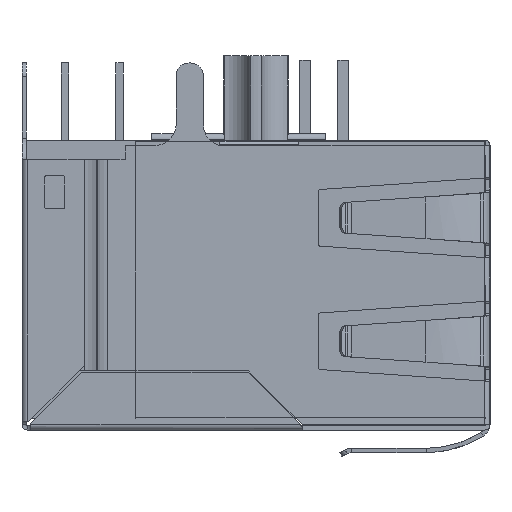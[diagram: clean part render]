
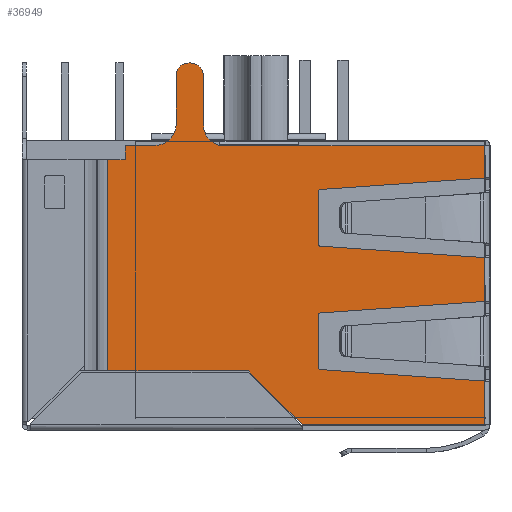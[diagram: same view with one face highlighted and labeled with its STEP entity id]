
A CAD part, left-side view. The second image highlights one B-rep face of the part: STEP entity #36949.
In plain terms, the highlighted planar face has unit normal (-1, 0, 0).
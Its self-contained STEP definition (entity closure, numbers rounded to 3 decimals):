
#861=CIRCLE('',#38746,0.6);
#862=CIRCLE('',#38747,0.6);
#863=CIRCLE('',#38748,1.);
#864=CIRCLE('',#38749,0.1);
#865=CIRCLE('',#38750,0.1);
#866=CIRCLE('',#38751,0.1);
#867=CIRCLE('',#38752,0.1);
#868=CIRCLE('',#38753,1.);
#1226=LINE('',#48517,#4167);
#1574=LINE('',#49513,#4515);
#1576=LINE('',#49536,#4517);
#1850=LINE('',#50619,#4791);
#1853=LINE('',#50634,#4794);
#1886=LINE('',#50741,#4827);
#1887=LINE('',#50746,#4828);
#1889=LINE('',#50751,#4830);
#1893=LINE('',#50760,#4834);
#1896=LINE('',#50766,#4837);
#1899=LINE('',#50775,#4840);
#1902=LINE('',#50781,#4843);
#1913=LINE('',#50817,#4854);
#1914=LINE('',#50822,#4855);
#1915=LINE('',#50826,#4856);
#1916=LINE('',#50829,#4857);
#1917=LINE('',#50833,#4858);
#1918=LINE('',#50837,#4859);
#1919=LINE('',#50838,#4860);
#1920=LINE('',#50842,#4861);
#1921=LINE('',#50846,#4862);
#4167=VECTOR('',#40333,1000.);
#4515=VECTOR('',#41003,1000.);
#4517=VECTOR('',#41013,1000.);
#4791=VECTOR('',#41825,1000.);
#4794=VECTOR('',#41834,1000.);
#4827=VECTOR('',#41935,1000.);
#4828=VECTOR('',#41942,1000.);
#4830=VECTOR('',#41950,1000.);
#4834=VECTOR('',#41956,1000.);
#4837=VECTOR('',#41961,1000.);
#4840=VECTOR('',#41972,1000.);
#4843=VECTOR('',#41977,1000.);
#4854=VECTOR('',#42010,1000.);
#4855=VECTOR('',#42013,1000.);
#4856=VECTOR('',#42016,1000.);
#4857=VECTOR('',#42019,1000.);
#4858=VECTOR('',#42022,1000.);
#4859=VECTOR('',#42025,1000.);
#4860=VECTOR('',#42026,1000.);
#4861=VECTOR('',#42029,1000.);
#4862=VECTOR('',#42032,1000.);
#8910=ORIENTED_EDGE('',*,*,#16461,.F.);
#8911=ORIENTED_EDGE('',*,*,#16462,.T.);
#8912=ORIENTED_EDGE('',*,*,#16463,.T.);
#8913=ORIENTED_EDGE('',*,*,#16464,.T.);
#8914=ORIENTED_EDGE('',*,*,#16465,.T.);
#8915=ORIENTED_EDGE('',*,*,#16466,.T.);
#8916=ORIENTED_EDGE('',*,*,#16427,.T.);
#8917=ORIENTED_EDGE('',*,*,#16431,.F.);
#8918=ORIENTED_EDGE('',*,*,#16434,.F.);
#8919=ORIENTED_EDGE('',*,*,#16421,.T.);
#8920=ORIENTED_EDGE('',*,*,#16439,.F.);
#8921=ORIENTED_EDGE('',*,*,#16442,.F.);
#8922=ORIENTED_EDGE('',*,*,#16364,.T.);
#8923=ORIENTED_EDGE('',*,*,#16370,.T.);
#8924=ORIENTED_EDGE('',*,*,#16467,.F.);
#8925=ORIENTED_EDGE('',*,*,#16468,.T.);
#8926=ORIENTED_EDGE('',*,*,#16469,.F.);
#8927=ORIENTED_EDGE('',*,*,#16470,.T.);
#8928=ORIENTED_EDGE('',*,*,#16471,.F.);
#8929=ORIENTED_EDGE('',*,*,#15932,.T.);
#8930=ORIENTED_EDGE('',*,*,#16472,.F.);
#8931=ORIENTED_EDGE('',*,*,#16473,.T.);
#8932=ORIENTED_EDGE('',*,*,#16474,.F.);
#8933=ORIENTED_EDGE('',*,*,#16475,.T.);
#8934=ORIENTED_EDGE('',*,*,#16476,.F.);
#8935=ORIENTED_EDGE('',*,*,#15925,.T.);
#8936=ORIENTED_EDGE('',*,*,#15434,.T.);
#8937=ORIENTED_EDGE('',*,*,#16424,.T.);
#8938=ORIENTED_EDGE('',*,*,#16477,.T.);
#15434=EDGE_CURVE('',#19508,#19507,#1226,.T.);
#15925=EDGE_CURVE('',#19919,#19508,#1574,.T.);
#15932=EDGE_CURVE('',#19924,#19923,#1576,.T.);
#16364=EDGE_CURVE('',#20180,#20179,#1850,.T.);
#16370=EDGE_CURVE('',#20179,#20184,#1853,.T.);
#16421=EDGE_CURVE('',#20221,#20220,#1886,.T.);
#16424=EDGE_CURVE('',#19507,#20203,#1887,.T.);
#16427=EDGE_CURVE('',#20222,#20223,#1889,.T.);
#16431=EDGE_CURVE('',#20226,#20223,#1893,.T.);
#16434=EDGE_CURVE('',#20221,#20226,#1896,.T.);
#16439=EDGE_CURVE('',#20230,#20220,#1899,.T.);
#16442=EDGE_CURVE('',#20180,#20230,#1902,.T.);
#16461=EDGE_CURVE('',#20246,#20247,#1913,.T.);
#16462=EDGE_CURVE('',#20246,#20248,#861,.T.);
#16463=EDGE_CURVE('',#20248,#20249,#1914,.T.);
#16464=EDGE_CURVE('',#20249,#20250,#862,.T.);
#16465=EDGE_CURVE('',#20250,#20251,#1915,.T.);
#16466=EDGE_CURVE('',#20251,#20222,#863,.F.);
#16467=EDGE_CURVE('',#20252,#20184,#1916,.T.);
#16468=EDGE_CURVE('',#20252,#20253,#864,.F.);
#16469=EDGE_CURVE('',#20254,#20253,#1917,.T.);
#16470=EDGE_CURVE('',#20254,#20255,#865,.F.);
#16471=EDGE_CURVE('',#19924,#20255,#1918,.T.);
#16472=EDGE_CURVE('',#20256,#19923,#1919,.T.);
#16473=EDGE_CURVE('',#20256,#20257,#866,.F.);
#16474=EDGE_CURVE('',#20258,#20257,#1920,.T.);
#16475=EDGE_CURVE('',#20258,#20259,#867,.F.);
#16476=EDGE_CURVE('',#19919,#20259,#1921,.T.);
#16477=EDGE_CURVE('',#20203,#20247,#868,.F.);
#19507=VERTEX_POINT('',#48516);
#19508=VERTEX_POINT('',#48518);
#19919=VERTEX_POINT('',#49514);
#19923=VERTEX_POINT('',#49535);
#19924=VERTEX_POINT('',#49537);
#20179=VERTEX_POINT('',#50618);
#20180=VERTEX_POINT('',#50620);
#20184=VERTEX_POINT('',#50633);
#20203=VERTEX_POINT('',#50689);
#20220=VERTEX_POINT('',#50740);
#20221=VERTEX_POINT('',#50742);
#20222=VERTEX_POINT('',#50752);
#20223=VERTEX_POINT('',#50753);
#20226=VERTEX_POINT('',#50761);
#20230=VERTEX_POINT('',#50776);
#20246=VERTEX_POINT('',#50818);
#20247=VERTEX_POINT('',#50819);
#20248=VERTEX_POINT('',#50821);
#20249=VERTEX_POINT('',#50823);
#20250=VERTEX_POINT('',#50825);
#20251=VERTEX_POINT('',#50827);
#20252=VERTEX_POINT('',#50830);
#20253=VERTEX_POINT('',#50832);
#20254=VERTEX_POINT('',#50834);
#20255=VERTEX_POINT('',#50836);
#20256=VERTEX_POINT('',#50839);
#20257=VERTEX_POINT('',#50841);
#20258=VERTEX_POINT('',#50843);
#20259=VERTEX_POINT('',#50845);
#22669=EDGE_LOOP('',(#8910,#8911,#8912,#8913,#8914,#8915,#8916,#8917,#8918,
#8919,#8920,#8921,#8922,#8923,#8924,#8925,#8926,#8927,#8928,#8929,#8930,
#8931,#8932,#8933,#8934,#8935,#8936,#8937,#8938));
#24238=FACE_BOUND('',#22669,.T.);
#25671=PLANE('',#38745);
#36949=ADVANCED_FACE('',(#24238),#25671,.T.);
#38745=AXIS2_PLACEMENT_3D('',#50816,#42008,#42009);
#38746=AXIS2_PLACEMENT_3D('',#50820,#42011,#42012);
#38747=AXIS2_PLACEMENT_3D('',#50824,#42014,#42015);
#38748=AXIS2_PLACEMENT_3D('',#50828,#42017,#42018);
#38749=AXIS2_PLACEMENT_3D('',#50831,#42020,#42021);
#38750=AXIS2_PLACEMENT_3D('',#50835,#42023,#42024);
#38751=AXIS2_PLACEMENT_3D('',#50840,#42027,#42028);
#38752=AXIS2_PLACEMENT_3D('',#50844,#42030,#42031);
#38753=AXIS2_PLACEMENT_3D('',#50847,#42033,#42034);
#40333=DIRECTION('',(0.,1.,0.));
#41003=DIRECTION('',(0.,0.,1.));
#41013=DIRECTION('',(0.,0.,1.));
#41825=DIRECTION('',(0.,-1.,0.));
#41834=DIRECTION('',(0.,0.,1.));
#41935=DIRECTION('',(0.,0.,-1.));
#41942=DIRECTION('',(0.,1.,0.));
#41950=DIRECTION('',(0.,1.,0.));
#41956=DIRECTION('',(0.,0.,1.));
#41961=DIRECTION('',(0.,-1.,0.));
#41972=DIRECTION('',(0.,1.,0.));
#41977=DIRECTION('',(0.,0.707,0.707));
#42008=DIRECTION('',(-1.,0.,0.));
#42009=DIRECTION('',(0.,0.,1.));
#42010=DIRECTION('',(0.,0.,-1.));
#42011=DIRECTION('',(-1.,0.,0.));
#42012=DIRECTION('',(0.,0.,1.));
#42013=DIRECTION('',(0.,1.,0.));
#42014=DIRECTION('',(-1.,0.,0.));
#42015=DIRECTION('',(0.,0.,1.));
#42016=DIRECTION('',(0.,0.,-1.));
#42017=DIRECTION('',(-1.,0.,0.));
#42018=DIRECTION('',(0.,0.,1.));
#42019=DIRECTION('',(0.,-0.998,-0.07));
#42020=DIRECTION('',(-1.,0.,0.));
#42021=DIRECTION('',(0.,0.,1.));
#42022=DIRECTION('',(0.,0.,-1.));
#42023=DIRECTION('',(-1.,0.,0.));
#42024=DIRECTION('',(0.,0.,1.));
#42025=DIRECTION('',(0.,0.998,-0.07));
#42026=DIRECTION('',(0.,-0.998,-0.07));
#42027=DIRECTION('',(-1.,0.,0.));
#42028=DIRECTION('',(0.,0.,1.));
#42029=DIRECTION('',(0.,0.,-1.));
#42030=DIRECTION('',(-1.,0.,0.));
#42031=DIRECTION('',(0.,0.,1.));
#42032=DIRECTION('',(0.,0.998,-0.07));
#42033=DIRECTION('',(-1.,0.,0.));
#42034=DIRECTION('',(0.,0.,1.));
#48516=CARTESIAN_POINT('',(-29.565,-1.997,6.24));
#48517=CARTESIAN_POINT('',(-29.565,-10.741,6.24));
#48518=CARTESIAN_POINT('',(-29.565,-10.65,6.24));
#49513=CARTESIAN_POINT('',(-29.565,-10.65,-6.76));
#49514=CARTESIAN_POINT('',(-29.565,-10.65,4.73));
#49535=CARTESIAN_POINT('',(-29.565,-10.65,1.02));
#49536=CARTESIAN_POINT('',(-29.565,-10.65,-6.76));
#49537=CARTESIAN_POINT('',(-29.565,-10.65,-1.02));
#50618=CARTESIAN_POINT('',(-29.565,-10.65,-6.76));
#50619=CARTESIAN_POINT('',(-29.565,6.9,-6.76));
#50620=CARTESIAN_POINT('',(-29.565,-2.15,-6.76));
#50633=CARTESIAN_POINT('',(-29.565,-10.65,-4.73));
#50634=CARTESIAN_POINT('',(-29.565,-10.65,-6.76));
#50689=CARTESIAN_POINT('',(-29.565,1.703,6.24));
#50740=CARTESIAN_POINT('',(-29.565,6.9,-4.26));
#50741=CARTESIAN_POINT('',(-29.565,6.9,6.24));
#50742=CARTESIAN_POINT('',(-29.565,6.9,5.59));
#50746=CARTESIAN_POINT('',(-29.565,-1.997,6.24));
#50751=CARTESIAN_POINT('',(-29.565,-10.741,6.24));
#50752=CARTESIAN_POINT('',(-29.565,4.72,6.24));
#50753=CARTESIAN_POINT('',(-29.565,6.1,6.24));
#50760=CARTESIAN_POINT('',(-29.565,6.1,-6.76));
#50761=CARTESIAN_POINT('',(-29.565,6.1,5.59));
#50766=CARTESIAN_POINT('',(-29.565,-10.741,5.59));
#50775=CARTESIAN_POINT('',(-29.565,-10.741,-4.26));
#50776=CARTESIAN_POINT('',(-29.565,0.35,-4.26));
#50781=CARTESIAN_POINT('',(-29.565,-6.446,-11.056));
#50816=CARTESIAN_POINT('',(-29.565,-10.741,-6.76));
#50817=CARTESIAN_POINT('',(-29.565,2.45,10.09));
#50818=CARTESIAN_POINT('',(-29.565,2.45,9.49));
#50819=CARTESIAN_POINT('',(-29.565,2.45,7.207));
#50820=CARTESIAN_POINT('',(-29.565,3.05,9.49));
#50821=CARTESIAN_POINT('',(-29.565,3.05,10.09));
#50822=CARTESIAN_POINT('',(-29.565,2.45,10.09));
#50823=CARTESIAN_POINT('',(-29.565,3.12,10.09));
#50824=CARTESIAN_POINT('',(-29.565,3.12,9.49));
#50825=CARTESIAN_POINT('',(-29.565,3.72,9.49));
#50826=CARTESIAN_POINT('',(-29.565,3.72,10.09));
#50827=CARTESIAN_POINT('',(-29.565,3.72,7.24));
#50828=CARTESIAN_POINT('',(-29.565,4.72,7.24));
#50829=CARTESIAN_POINT('',(-29.565,-2.9,-4.188));
#50830=CARTESIAN_POINT('',(-29.565,-2.993,-4.195));
#50831=CARTESIAN_POINT('',(-29.565,-3.,-4.095));
#50832=CARTESIAN_POINT('',(-29.565,-2.9,-4.095));
#50833=CARTESIAN_POINT('',(-29.565,-2.9,-1.562));
#50834=CARTESIAN_POINT('',(-29.565,-2.9,-1.655));
#50835=CARTESIAN_POINT('',(-29.565,-3.,-1.655));
#50836=CARTESIAN_POINT('',(-29.565,-2.993,-1.555));
#50837=CARTESIAN_POINT('',(-29.565,-10.9,-1.003));
#50838=CARTESIAN_POINT('',(-29.565,-2.9,1.562));
#50839=CARTESIAN_POINT('',(-29.565,-2.993,1.555));
#50840=CARTESIAN_POINT('',(-29.565,-3.,1.655));
#50841=CARTESIAN_POINT('',(-29.565,-2.9,1.655));
#50842=CARTESIAN_POINT('',(-29.565,-2.9,4.188));
#50843=CARTESIAN_POINT('',(-29.565,-2.9,4.095));
#50844=CARTESIAN_POINT('',(-29.565,-3.,4.095));
#50845=CARTESIAN_POINT('',(-29.565,-2.993,4.195));
#50846=CARTESIAN_POINT('',(-29.565,-10.9,4.747));
#50847=CARTESIAN_POINT('',(-29.565,1.45,7.207));
